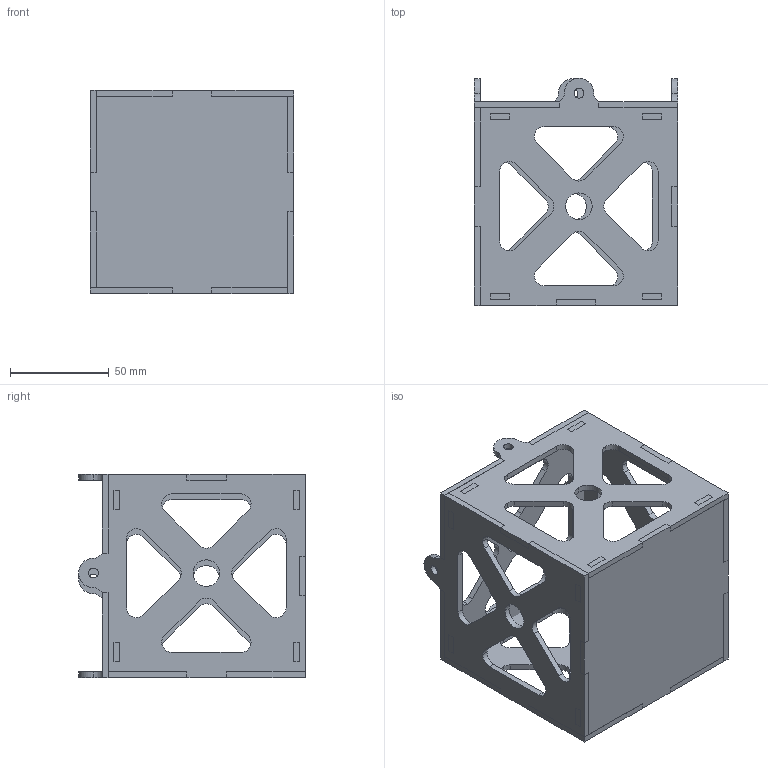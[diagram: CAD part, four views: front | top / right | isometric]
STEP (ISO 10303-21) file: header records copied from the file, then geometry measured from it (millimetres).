
FILE_DESCRIPTION (( 'STEP AP203' ), '1' );
FILE_NAME ('Assem1.STEP', '2023-09-23T20:20:56', ( '' ), ( '' ), 'SwSTEP 2.0', 'SolidWorks 2022', '' );
FILE_SCHEMA (( 'CONFIG_CONTROL_DESIGN' ));
Length unit declared in the file: millimetre
Products named in the file (5): base; corner; side; Assem1; top
Assembly tree (14 placements, depth 2):
  Assem1
    side  x4
    corner  x8
    base
    top
Bounding box: 103 x 114.9 x 103 mm (x, y, z)
Volume: 135818.5 mm3; surface area: 109018.4 mm2
Topology: 14 solids, 14 shells, 461 faces, 1299 edges, 866 vertices
Faces by surface type: plane 341, cylinder 120
Entity records: 6052 total; most frequent: CARTESIAN_POINT 931, ORIENTED_EDGE 906, DIRECTION 887, EDGE_CURVE 453, VECTOR 371, LINE 371, VERTEX_POINT 302, AXIS2_PLACEMENT_3D 258
